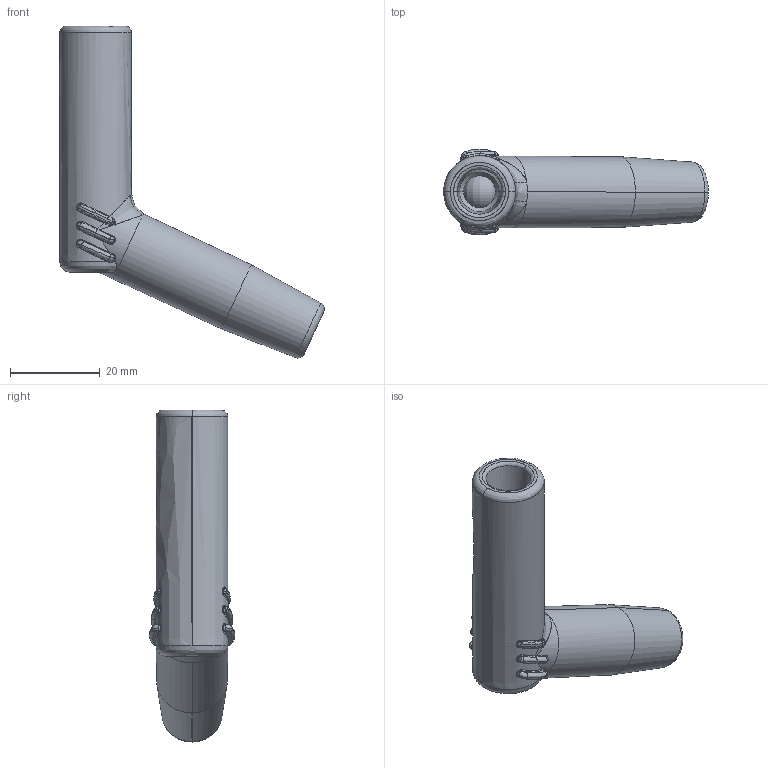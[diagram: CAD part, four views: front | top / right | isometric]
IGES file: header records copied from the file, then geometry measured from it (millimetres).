
Start section: SolidWorks IGES file using analytic representation for surfaces
Global section: file name: AB19.IGS; native system: SolidWorks 2019; preprocessor: SolidWorks 2019; author: sjohnson; date: 191101.145736; units: inch
Bounding box: 58.98 x 19.04 x 73.98 mm (x, y, z)
Surface area: 7923.9 mm2 (no closed solid volume)
Topology: 0 solids, 0 shells, 240 faces, 1776 edges, 1771 vertices
Faces by surface type: bspline 178, revolution 62
